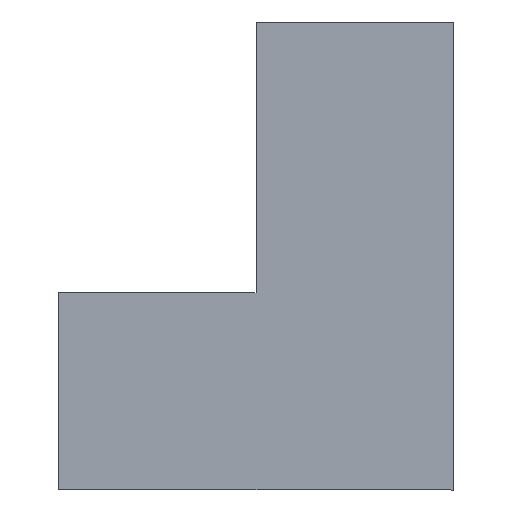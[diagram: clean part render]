
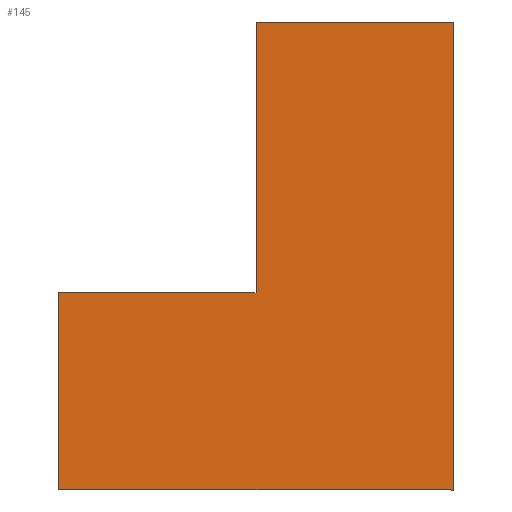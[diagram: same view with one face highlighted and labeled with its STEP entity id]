
A CAD part, left-side view. The second image highlights one B-rep face of the part: STEP entity #145.
In plain terms, the highlighted planar face has unit normal (-1, 0, 0).
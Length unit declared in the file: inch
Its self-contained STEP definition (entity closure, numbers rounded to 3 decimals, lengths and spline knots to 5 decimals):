
#19=FACE_OUTER_BOUND('',#27,.T.);
#27=EDGE_LOOP('',(#115,#116,#117,#118,#119,#120));
#38=LINE('',#225,#56);
#41=LINE('',#230,#59);
#43=LINE('',#234,#61);
#44=LINE('',#237,#62);
#45=LINE('',#239,#63);
#46=LINE('',#240,#64);
#56=VECTOR('',#184,0.3937);
#59=VECTOR('',#189,0.3937);
#61=VECTOR('',#193,0.3937);
#62=VECTOR('',#196,0.3937);
#63=VECTOR('',#197,0.3937);
#64=VECTOR('',#198,0.3937);
#73=VERTEX_POINT('',#222);
#74=VERTEX_POINT('',#224);
#75=VERTEX_POINT('',#228);
#76=VERTEX_POINT('',#232);
#77=VERTEX_POINT('',#236);
#78=VERTEX_POINT('',#238);
#86=EDGE_CURVE('',#73,#74,#38,.F.);
#89=EDGE_CURVE('',#75,#73,#41,.F.);
#91=EDGE_CURVE('',#76,#75,#43,.F.);
#92=EDGE_CURVE('',#77,#76,#44,.F.);
#93=EDGE_CURVE('',#78,#77,#45,.F.);
#94=EDGE_CURVE('',#74,#78,#46,.F.);
#115=ORIENTED_EDGE('',*,*,#89,.F.);
#116=ORIENTED_EDGE('',*,*,#91,.F.);
#117=ORIENTED_EDGE('',*,*,#92,.F.);
#118=ORIENTED_EDGE('',*,*,#93,.F.);
#119=ORIENTED_EDGE('',*,*,#94,.F.);
#120=ORIENTED_EDGE('',*,*,#86,.F.);
#137=PLANE('',#167);
#145=ADVANCED_FACE('',(#19),#137,.T.);
#167=AXIS2_PLACEMENT_3D('',#235,#194,#195);
#184=DIRECTION('',(0.,1.,0.));
#189=DIRECTION('',(0.,0.,-1.));
#193=DIRECTION('',(0.,-1.,0.));
#194=DIRECTION('center_axis',(-1.,0.,0.));
#195=DIRECTION('ref_axis',(0.,0.,
1.));
#196=DIRECTION('',(0.,0.,1.));
#197=DIRECTION('',(0.,1.,0.));
#198=DIRECTION('',(0.,0.,-1.));
#222=CARTESIAN_POINT('',(-272.5625,27.87495,1.51356));
#224=CARTESIAN_POINT('',(-272.5625,25.87495,1.51356));
#225=CARTESIAN_POINT('',(-272.5625,25.87495,1.51356));
#228=CARTESIAN_POINT('',(-272.5625,27.87495,-0.48644));
#230=CARTESIAN_POINT('',(-272.5625,27.87495,1.70106));
#232=CARTESIAN_POINT('',(-272.5625,23.87495,-0.48644));
#234=CARTESIAN_POINT('',(-272.5625,26.87495,-0.48644));
#235=CARTESIAN_POINT('Origin',(-272.5625,25.87495,1.88856));
#236=CARTESIAN_POINT('',(-272.5625,23.87495,4.26356));
#237=CARTESIAN_POINT('',(-272.5625,23.87495,0.70106));
#238=CARTESIAN_POINT('',(-272.5625,25.87495,4.26356));
#239=CARTESIAN_POINT('',(-272.5625,24.87495,4.26356));
#240=CARTESIAN_POINT('',(-272.5625,25.87495,3.07606));
